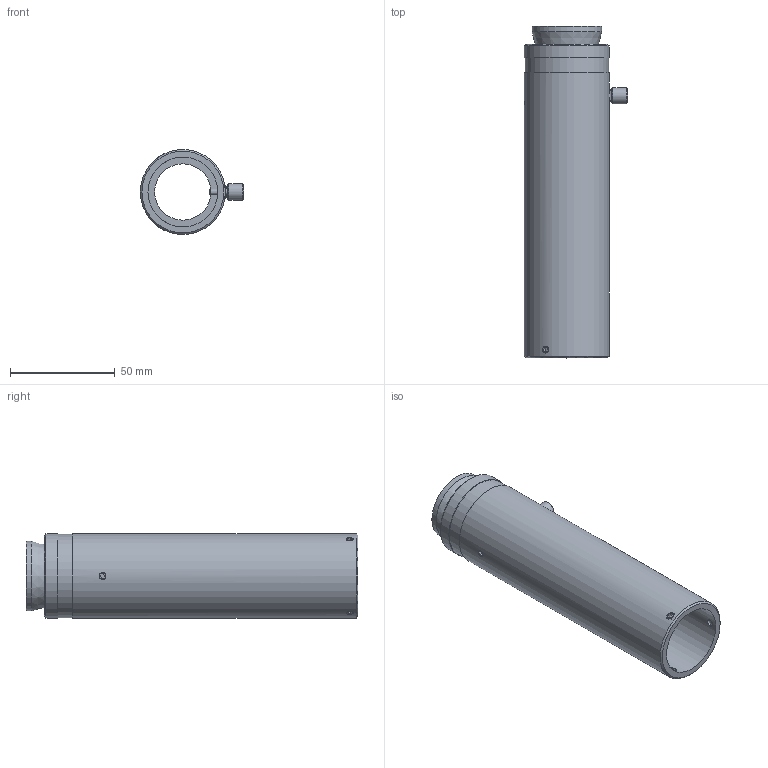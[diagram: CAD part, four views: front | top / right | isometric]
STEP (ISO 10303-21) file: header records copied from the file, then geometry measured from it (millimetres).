
FILE_DESCRIPTION((''),'2;1');
FILE_NAME('6030_0.stp','2005-09-23T12:22:45',('PODLENA'),(''),'Autodesk Inventor 10','Autodesk Inventor 10','');
FILE_SCHEMA(('AUTOMOTIVE_DESIGN { 1 0 10303 214 1 1 1 1 }'));
Length unit declared in the file: inch
Products named in the file (6): 6030_0; 6031; 7004; 7105; 60148; Hexagon Socket Set Screw - Cup Point - No. 4 - 40 x 0
Assembly tree (8 placements, depth 2):
  6030_0
    6031
    7004  x4
    7105
    60148
    Hexagon Socket Set Screw - Cup Point - No. 4 - 40 x 0
Bounding box: 49.39 x 158.72 x 40.64 mm (x, y, z)
Volume: 66525.6 mm3; surface area: 38889.9 mm2
Topology: 8 solids, 8 shells, 90 faces, 204 edges, 135 vertices
Faces by surface type: plane 51, cylinder 18, cone 13, bspline 4, sphere 4
Full cylindrical faces by diameter (mm): 2.845 x1, 3.302 x1, 3.429 x1, 4.166 x4, 7.874 x1, 26.975 x1, 33.325 x1, 33.35 x1, 39.878 x1, 40.64 x2
Entity records: 2117 total; most frequent: CARTESIAN_POINT 787, DIRECTION 230, ORIENTED_EDGE 200, EDGE_LOOP 102, EDGE_CURVE 100, AXIS2_PLACEMENT_3D 95, VERTEX_POINT 82, FACE_OUTER_BOUND 57
